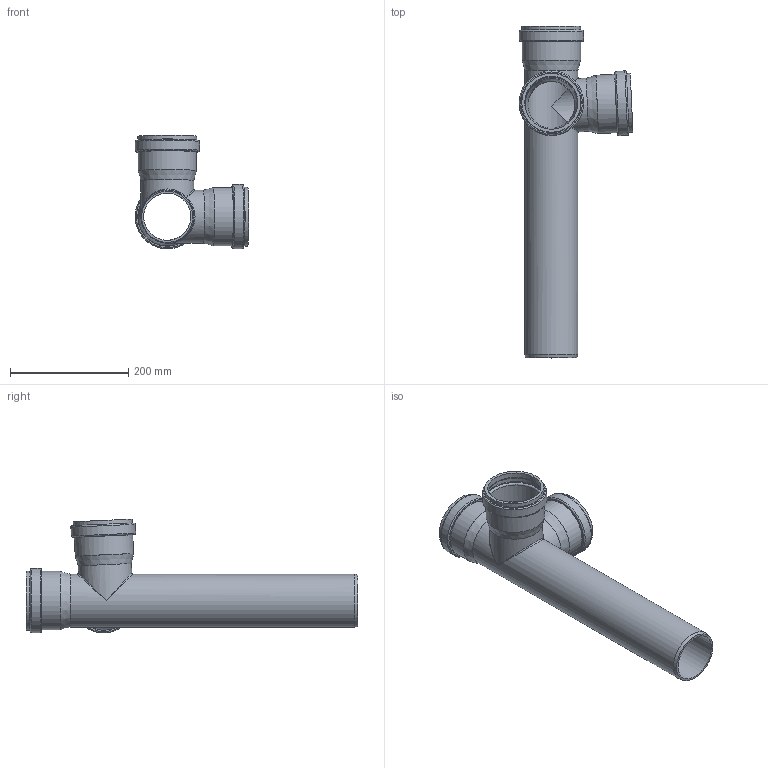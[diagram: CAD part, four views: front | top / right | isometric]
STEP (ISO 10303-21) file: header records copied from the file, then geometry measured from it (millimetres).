
FILE_DESCRIPTION(/* description */ (''),/* implementation_level */ '2;1');
FILE_NAME(/* name */ '334910 SKOLANsafeED Eckdoppelabzweig DN_OD 90_90_90_87°.stp',/* time_stamp */ '2019-02-08T09:50:27+01:00',/* author */ ('user1'),/* organization */ (''),/* preprocessor_version */ 'ST-DEVELOPER v16.1',/* originating_system */ 'Autodesk Inventor 2016',/* authorisation */ '');
FILE_SCHEMA (('AUTOMOTIVE_DESIGN { 1 0 10303 214 3 1 1 }'));
Length unit declared in the file: millimetre
Products named in the file (1): 334910 SKOLANsafeED Eckdoppelabzweig DN_OD 90_90_90_87°
Bounding box: 192.55 x 562 x 192.55 mm (x, y, z)
Volume: 1040442.9 mm3; surface area: 418873 mm2
Topology: 1 solids, 1 shells, 84 faces, 172 edges, 96 vertices
Faces by surface type: torus 30, cylinder 24, plane 16, cone 7, bspline 5, sphere 2
Full cylindrical faces by diameter (mm): 80 x3, 89 x3, 90 x6, 99 x6, 100 x3, 109 x3
Entity records: 2029 total; most frequent: CARTESIAN_POINT 508, DIRECTION 352, ORIENTED_EDGE 192, AXIS2_PLACEMENT_3D 176, EDGE_LOOP 163, EDGE_CURVE 96, VERTEX_POINT 87, FACE_OUTER_BOUND 84
